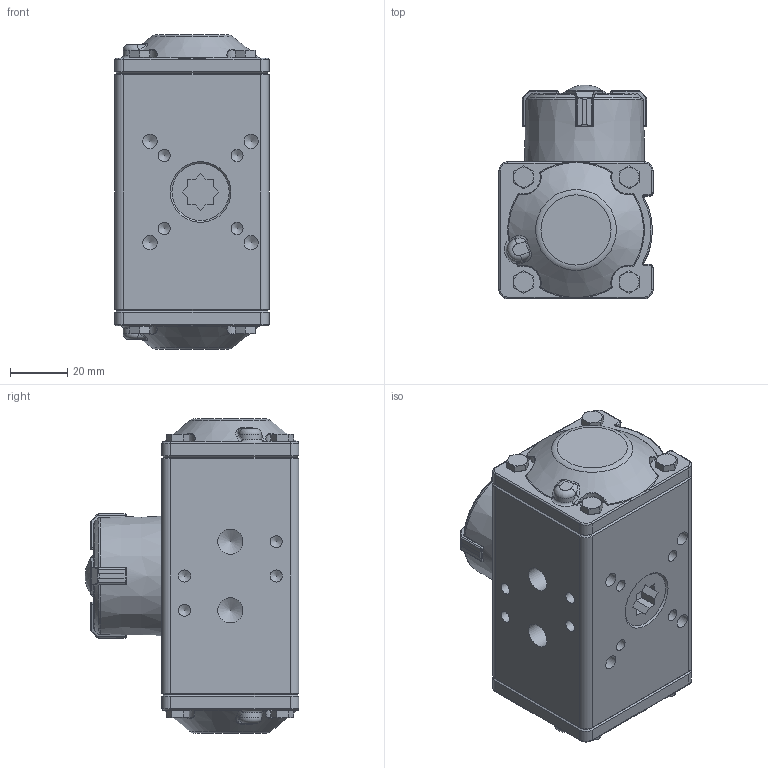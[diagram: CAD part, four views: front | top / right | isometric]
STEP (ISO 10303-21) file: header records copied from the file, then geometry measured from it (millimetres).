
FILE_DESCRIPTION(/* description */ ('Unknown'),/* implementation_level */ '2;1');
FILE_NAME(/* name */ 'DW01',/* time_stamp */ '2022-08-11T11:34:25+02:00',/* author */ ('Unknown'),/* organization */ ('Unknown'),/* preprocessor_version */ 'ST-DEVELOPER v16.7',/* originating_system */ 'Solid Edge',/* authorisation */ 'Unknown');
FILE_SCHEMA (('AUTOMOTIVE_DESIGN {1 0 10303 214 3 1 1}'));
Length unit declared in the file: millimetre
Products named in the file (6): DW01_(DW09); KP-35; cup head nib bolts with large head gb_GB_FASTENER_BOLT_CHNBW M6X25-N; ________(___________; _____________; ______
Assembly tree (7 placements, depth 2):
  DW01_(DW09)
    KP-35
    cup head nib bolts with large head gb_GB_FASTENER_BOLT_CHNBW M6X25-N
    ________(___________  x2
    _____________  x2
    ______
Bounding box: 53.8 x 74.61 x 110 mm (x, y, z)
Volume: 264110.3 mm3; surface area: 41818.7 mm2
Topology: 7 solids, 7 shells, 879 faces, 2106 edges, 1240 vertices
Faces by surface type: plane 259, cylinder 253, bspline 148, cone 121, torus 89, sphere 9
Full cylindrical faces by diameter (mm): 1.8 x2, 3 x16, 3.3 x8, 4.2 x12, 4.66 x1, 5 x5, 6 x1, 6.2 x1, 8.8 x2, 9.7 x1, 11.9 x1, 12.9 x1, 19.6 x1, 20 x1, 38.5 x1
Entity records: 23868 total; most frequent: CARTESIAN_POINT 8118, ORIENTED_EDGE 3212, DIRECTION 3143, EDGE_CURVE 1606, AXIS2_PLACEMENT_3D 1266, VERTEX_POINT 1023, FACE_BOUND 885, EDGE_LOOP 867
